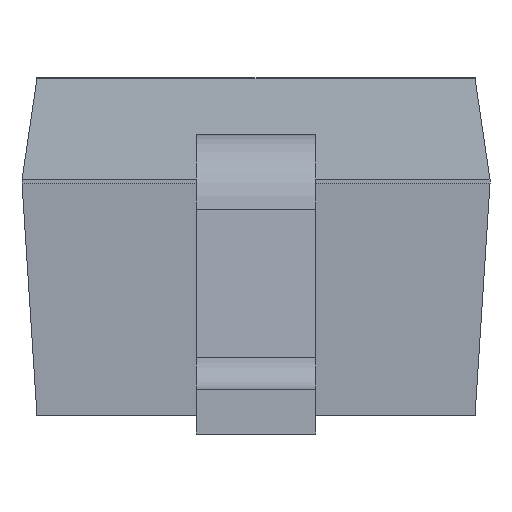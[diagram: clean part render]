
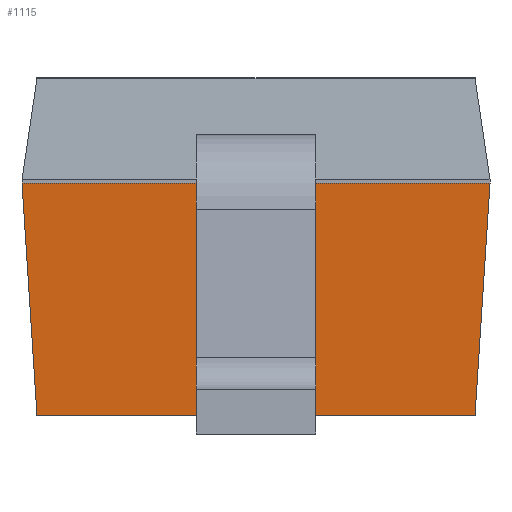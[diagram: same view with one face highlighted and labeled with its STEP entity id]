
A CAD part, left-side view. The second image highlights one B-rep face of the part: STEP entity #1115.
In plain terms, the highlighted free-form (B-spline) face has degree [1, 1] with [2, 2] control points.
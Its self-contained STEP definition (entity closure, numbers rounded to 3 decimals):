
#1079 = EDGE_CURVE('',#1080,#1082,#1084,.T.);
#1080 = VERTEX_POINT('',#1081);
#1081 = CARTESIAN_POINT('',(-0.81,0.585,0.05));
#1082 = VERTEX_POINT('',#1083);
#1083 = CARTESIAN_POINT('',(-0.81,-0.585,0.05));
#1084 = LINE('',#1085,#1086);
#1085 = CARTESIAN_POINT('',(-0.81,0.585,0.05));
#1086 = VECTOR('',#1087,1.);
#1087 = DIRECTION('',(0.,-1.,0.));
#1115 = ADVANCED_FACE('',(#1116),#1139,.T.);
#1116 = FACE_BOUND('',#1117,.T.);
#1117 = EDGE_LOOP('',(#1118,#1119,#1126,#1134));
#1118 = ORIENTED_EDGE('',*,*,#1079,.T.);
#1119 = ORIENTED_EDGE('',*,*,#1120,.T.);
#1120 = EDGE_CURVE('',#1082,#1121,#1123,.T.);
#1121 = VERTEX_POINT('',#1122);
#1122 = CARTESIAN_POINT('',(-0.85,-0.625,0.67));
#1123 = B_SPLINE_CURVE_WITH_KNOTS('',1,(#1124,#1125),.UNSPECIFIED.,.F.,
  .F.,(2,2),(0.,1.),.PIECEWISE_BEZIER_KNOTS.);
#1124 = CARTESIAN_POINT('',(-0.81,-0.585,0.05));
#1125 = CARTESIAN_POINT('',(-0.85,-0.625,0.67));
#1126 = ORIENTED_EDGE('',*,*,#1127,.F.);
#1127 = EDGE_CURVE('',#1128,#1121,#1130,.T.);
#1128 = VERTEX_POINT('',#1129);
#1129 = CARTESIAN_POINT('',(-0.85,0.625,0.67));
#1130 = LINE('',#1131,#1132);
#1131 = CARTESIAN_POINT('',(-0.85,0.625,0.67));
#1132 = VECTOR('',#1133,1.);
#1133 = DIRECTION('',(0.,-1.,0.));
#1134 = ORIENTED_EDGE('',*,*,#1135,.F.);
#1135 = EDGE_CURVE('',#1080,#1128,#1136,.T.);
#1136 = B_SPLINE_CURVE_WITH_KNOTS('',1,(#1137,#1138),.UNSPECIFIED.,.F.,
  .F.,(2,2),(0.,1.),.PIECEWISE_BEZIER_KNOTS.);
#1137 = CARTESIAN_POINT('',(-0.81,0.585,0.05));
#1138 = CARTESIAN_POINT('',(-0.85,0.625,0.67));
#1139 = B_SPLINE_SURFACE_WITH_KNOTS('',1,1,(
    (#1140,#1141)
    ,(#1142,#1143
    )),.UNSPECIFIED.,.F.,.F.,.F.,(2,2),(2,2),(0.,1.25),(0.,1.),
  .PIECEWISE_BEZIER_KNOTS.);
#1140 = CARTESIAN_POINT('',(-0.81,0.585,0.05));
#1141 = CARTESIAN_POINT('',(-0.85,0.625,0.67));
#1142 = CARTESIAN_POINT('',(-0.81,-0.585,0.05));
#1143 = CARTESIAN_POINT('',(-0.85,-0.625,0.67));
